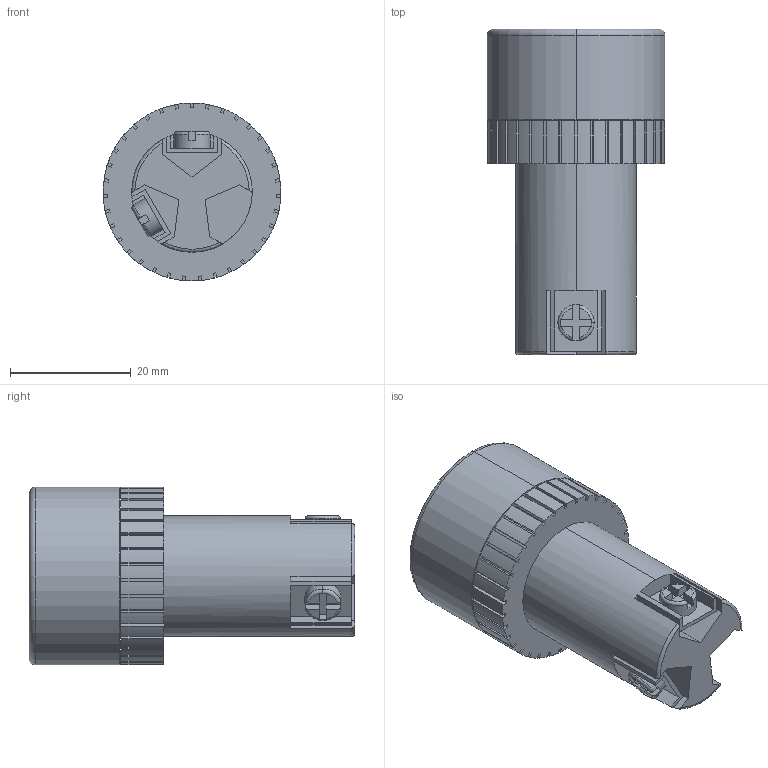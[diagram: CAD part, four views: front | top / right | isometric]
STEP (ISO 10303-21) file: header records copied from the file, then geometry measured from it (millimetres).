
FILE_DESCRIPTION (( 'STEP AP203' ), '1' );
FILE_NAME ('Ëàìïà ñèãíàëüíàÿ ENS-22.STEP', '2018-09-04T07:01:27', ( '' ), ( '' ), 'SwSTEP 2.0', 'SolidWorks 2017', '' );
FILE_SCHEMA (( 'CONFIG_CONTROL_DESIGN' ));
Length unit declared in the file: millimetre
Products named in the file (1): Ëàìïà ñèãíàëüíàÿ ENS-22
Bounding box: 29.5 x 54 x 29.5 mm (x, y, z)
Volume: 23669.2 mm3; surface area: 7356.4 mm2
Topology: 1 solids, 1 shells, 228 faces, 659 edges, 438 vertices
Faces by surface type: plane 171, cylinder 46, torus 11
Entity records: 7603 total; most frequent: CARTESIAN_POINT 1446, ORIENTED_EDGE 1318, DIRECTION 1220, EDGE_CURVE 659, VECTOR 500, LINE 500, VERTEX_POINT 438, AXIS2_PLACEMENT_3D 360
